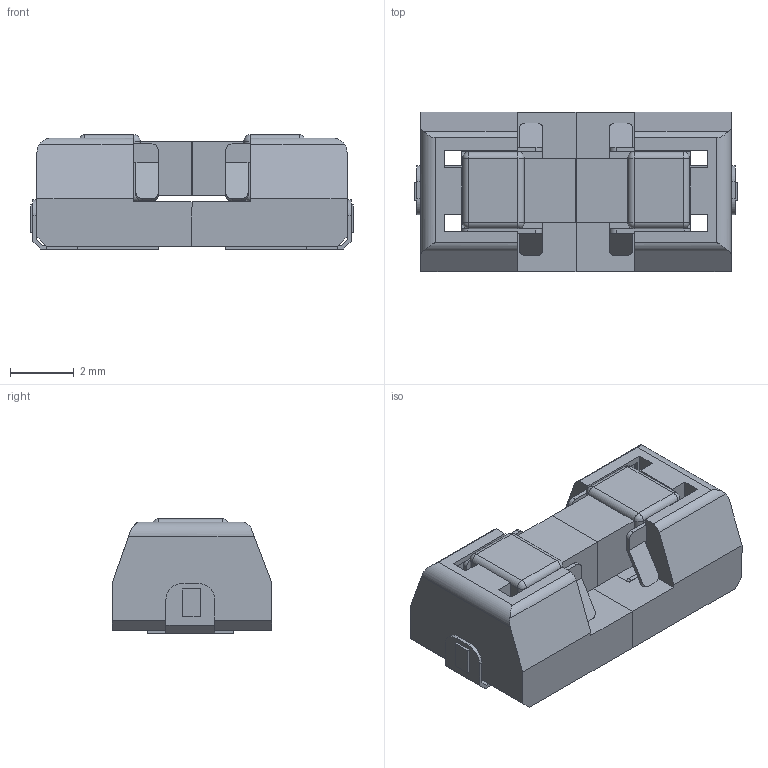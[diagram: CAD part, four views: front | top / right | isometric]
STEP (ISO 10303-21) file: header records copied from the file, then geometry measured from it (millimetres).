
FILE_DESCRIPTION(/* description */ (''),/* implementation_level */ '2;1');
FILE_NAME(/* name */ 'Littelfuse 0154.500DRT without value_black v2.step',/* time_stamp */ '2020-06-30T10:26:58+02:00',/* author */ (''),/* organization */ (''),/* preprocessor_version */ 'ST-DEVELOPER v18.1',/* originating_system */ 'Autodesk Translation Framework v9.3.0.1241',/* authorisation */ '');
FILE_SCHEMA (('AUTOMOTIVE_DESIGN { 1 0 10303 214 3 1 1 }'));
Length unit declared in the file: millimetre
Products named in the file (5): Littelfuse 0154.500DRT without value_black; Komponente1; Komponente2; Komponente3; Komponente4
Assembly tree (4 placements, depth 2):
  Littelfuse 0154.500DRT without value_black
    Komponente1
    Komponente2
    Komponente3
    Komponente4
Bounding box: 10.13 x 5 x 3.58 mm (x, y, z)
Volume: 114 mm3; surface area: 434.8 mm2
Topology: 8 solids, 8 shells, 298 faces, 790 edges, 508 vertices
Faces by surface type: plane 224, cylinder 58, sphere 16
Entity records: 9316 total; most frequent: CARTESIAN_POINT 1646, ORIENTED_EDGE 1580, DIRECTION 1514, EDGE_CURVE 790, LINE 674, VECTOR 674, VERTEX_POINT 508, AXIS2_PLACEMENT_3D 420
